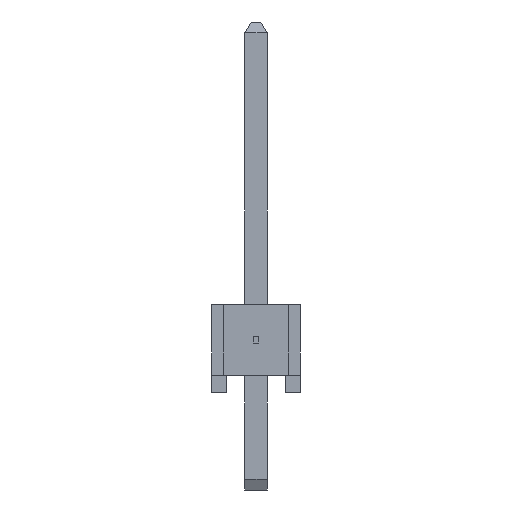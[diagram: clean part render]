
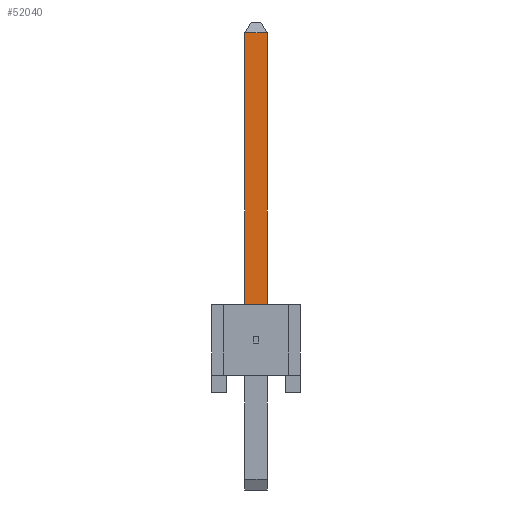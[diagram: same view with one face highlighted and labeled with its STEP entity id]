
A CAD part, left-side view. The second image highlights one B-rep face of the part: STEP entity #52040.
In plain terms, the highlighted planar face has unit normal (-1, 0, 0).
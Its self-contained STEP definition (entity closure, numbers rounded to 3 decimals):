
#52040 = ADVANCED_FACE('',(#52041),#52075,.F.);
#52041 = FACE_BOUND('',#52042,.T.);
#52042 = EDGE_LOOP('',(#52043,#52053,#52061,#52069));
#52043 = ORIENTED_EDGE('',*,*,#52044,.T.);
#52044 = EDGE_CURVE('',#52045,#52047,#52049,.T.);
#52045 = VERTEX_POINT('',#52046);
#52046 = CARTESIAN_POINT('',(-52.388,13.157,0.318));
#52047 = VERTEX_POINT('',#52048);
#52048 = CARTESIAN_POINT('',(-52.388,13.157,-0.318));
#52049 = LINE('',#52050,#52051);
#52050 = CARTESIAN_POINT('',(-52.388,13.157,2.54));
#52051 = VECTOR('',#52052,1.);
#52052 = DIRECTION('',(0.,0.,-1.));
#52053 = ORIENTED_EDGE('',*,*,#52054,.T.);
#52054 = EDGE_CURVE('',#52047,#52055,#52057,.T.);
#52055 = VERTEX_POINT('',#52056);
#52056 = CARTESIAN_POINT('',(-52.388,4.191,-0.318));
#52057 = LINE('',#52058,#52059);
#52058 = CARTESIAN_POINT('',(-52.388,13.462,-0.318));
#52059 = VECTOR('',#52060,1.);
#52060 = DIRECTION('',(0.,-1.,0.));
#52061 = ORIENTED_EDGE('',*,*,#52062,.F.);
#52062 = EDGE_CURVE('',#52063,#52055,#52065,.T.);
#52063 = VERTEX_POINT('',#52064);
#52064 = CARTESIAN_POINT('',(-52.388,4.191,0.318));
#52065 = LINE('',#52066,#52067);
#52066 = CARTESIAN_POINT('',(-52.388,4.191,0.318));
#52067 = VECTOR('',#52068,1.);
#52068 = DIRECTION('',(0.,0.,-1.));
#52069 = ORIENTED_EDGE('',*,*,#52070,.F.);
#52070 = EDGE_CURVE('',#52045,#52063,#52071,.T.);
#52071 = LINE('',#52072,#52073);
#52072 = CARTESIAN_POINT('',(-52.388,13.462,0.318));
#52073 = VECTOR('',#52074,1.);
#52074 = DIRECTION('',(0.,-1.,0.));
#52075 = PLANE('',#52076);
#52076 = AXIS2_PLACEMENT_3D('',#52077,#52078,#52079);
#52077 = CARTESIAN_POINT('',(-52.388,13.462,0.318));
#52078 = DIRECTION('',(1.,0.,0.));
#52079 = DIRECTION('',(0.,0.,-1.));
